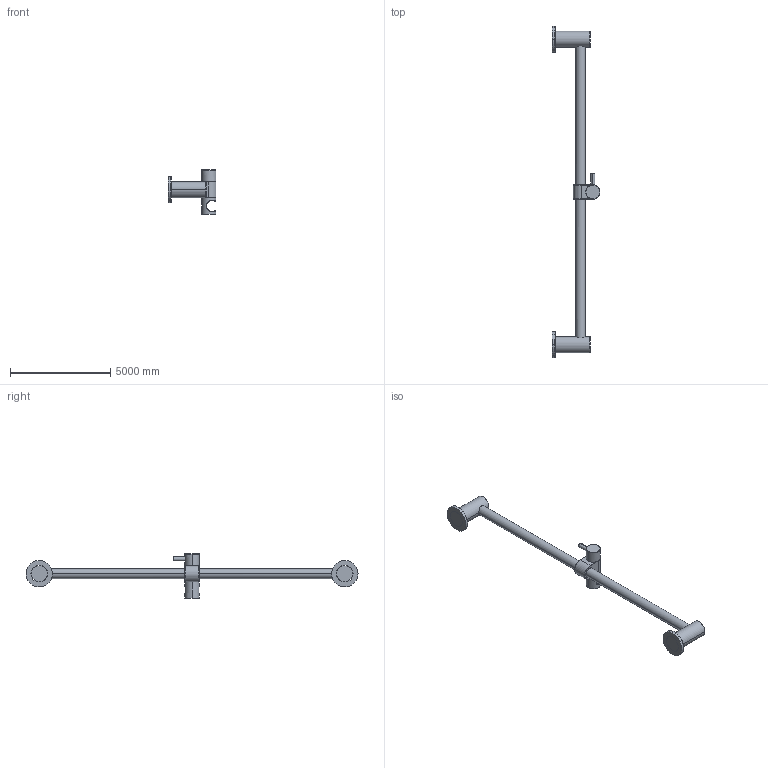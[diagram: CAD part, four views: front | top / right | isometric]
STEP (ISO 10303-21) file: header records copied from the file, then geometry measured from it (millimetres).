
FILE_DESCRIPTION((''),'2;1');
FILE_NAME('178','2018-07-29T',('MQ'),(''),'PRO/ENGINEER BY PARAMETRIC TECHNOLOGY CORPORATION, 2012130','PRO/ENGINEER BY PARAMETRIC TECHNOLOGY CORPORATION, 2012130','');
FILE_SCHEMA(('CONFIG_CONTROL_DESIGN'));
Length unit declared in the file: inch
Products named in the file (1): 178
Bounding box: 2387.6 x 16560.8 x 2209.8 mm (x, y, z)
Volume: 5897823307.3 mm3; surface area: 47683987.5 mm2
Topology: 4 solids, 4 shells, 70 faces, 155 edges, 94 vertices
Faces by surface type: cylinder 29, plane 19, torus 18, bspline 4
Entity records: 2591 total; most frequent: CARTESIAN_POINT 982, DIRECTION 353, ORIENTED_EDGE 310, AXIS2_PLACEMENT_3D 155, EDGE_CURVE 155, VERTEX_POINT 94, CIRCLE 89, EDGE_LOOP 77
